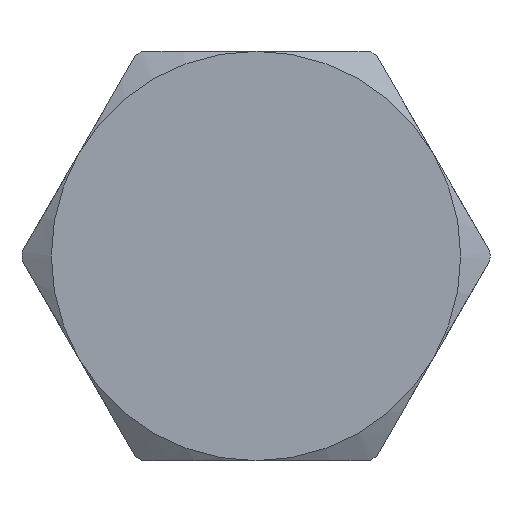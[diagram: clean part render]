
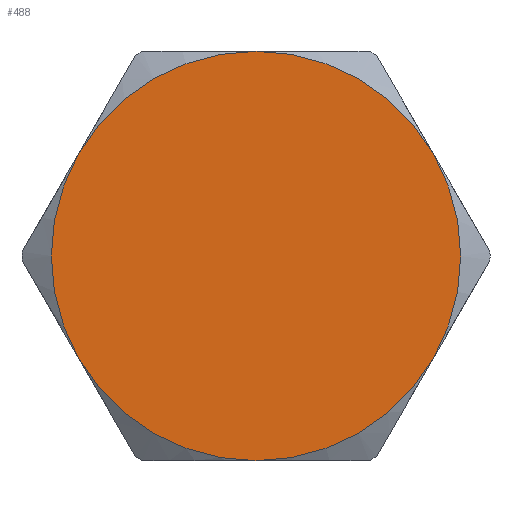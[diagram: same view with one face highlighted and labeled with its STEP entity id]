
A CAD part, left-side view. The second image highlights one B-rep face of the part: STEP entity #488.
In plain terms, the highlighted planar face has unit normal (-1, 0, 0).
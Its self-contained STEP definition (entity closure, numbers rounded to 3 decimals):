
#85=PLANE('',#557);
#130=FACE_OUTER_BOUND('',#167,.T.);
#167=EDGE_LOOP('',(#439,#440,#441,#442,#443,#444));
#188=CIRCLE('',#536,9.5);
#189=CIRCLE('',#538,9.5);
#192=CIRCLE('',#542,9.5);
#193=CIRCLE('',#544,9.5);
#196=CIRCLE('',#548,9.5);
#197=CIRCLE('',#555,9.5);
#226=VERTEX_POINT('',#2557);
#229=VERTEX_POINT('',#2569);
#232=VERTEX_POINT('',#2581);
#235=VERTEX_POINT('',#2593);
#238=VERTEX_POINT('',#2605);
#241=VERTEX_POINT('',#2617);
#301=EDGE_CURVE('',#241,#232,#188,.T.);
#302=EDGE_CURVE('',#232,#235,#189,.T.);
#305=EDGE_CURVE('',#235,#229,#192,.T.);
#306=EDGE_CURVE('',#229,#238,#193,.T.);
#309=EDGE_CURVE('',#238,#226,#196,.T.);
#310=EDGE_CURVE('',#226,#241,#197,.T.);
#439=ORIENTED_EDGE('',*,*,#306,.F.);
#440=ORIENTED_EDGE('',*,*,#305,.F.);
#441=ORIENTED_EDGE('',*,*,#302,.F.);
#442=ORIENTED_EDGE('',*,*,#301,.F.);
#443=ORIENTED_EDGE('',*,*,#310,.F.);
#444=ORIENTED_EDGE('',*,*,#309,.F.);
#488=ADVANCED_FACE('',(#130),#85,.T.);
#536=AXIS2_PLACEMENT_3D('',#2629,#654,#655);
#538=AXIS2_PLACEMENT_3D('',#2631,#658,#659);
#542=AXIS2_PLACEMENT_3D('',#2635,#666,#667);
#544=AXIS2_PLACEMENT_3D('',#2637,#670,#671);
#548=AXIS2_PLACEMENT_3D('',#2641,#678,#679);
#555=AXIS2_PLACEMENT_3D('',#2648,#692,#693);
#557=AXIS2_PLACEMENT_3D('',#2650,#696,#697);
#654=DIRECTION('center_axis',(1.,0.,0.));
#655=DIRECTION('ref_axis',(0.,-1.,0.));
#658=DIRECTION('center_axis',(1.,0.,0.));
#659=DIRECTION('ref_axis',(0.,-1.,0.));
#666=DIRECTION('center_axis',(1.,0.,0.));
#667=DIRECTION('ref_axis',(0.,-1.,0.));
#670=DIRECTION('center_axis',(1.,0.,0.));
#671=DIRECTION('ref_axis',(0.,-1.,0.));
#678=DIRECTION('center_axis',(1.,0.,0.));
#679=DIRECTION('ref_axis',(0.,-1.,0.));
#692=DIRECTION('center_axis',(1.,0.,0.));
#693=DIRECTION('ref_axis',(0.,-1.,0.));
#696=DIRECTION('center_axis',(-1.,0.,0.));
#697=DIRECTION('ref_axis',(0.,0.,1.));
#2557=CARTESIAN_POINT('',(-19.11,0.,9.5));
#2569=CARTESIAN_POINT('',(-19.11,8.227,-4.75));
#2581=CARTESIAN_POINT('',(-19.11,-8.227,-4.75));
#2593=CARTESIAN_POINT('',(-19.11,0.,-9.5));
#2605=CARTESIAN_POINT('',(-19.11,8.227,4.75));
#2617=CARTESIAN_POINT('',(-19.11,-8.227,4.75));
#2629=CARTESIAN_POINT('Origin',(-19.11,0.,0.));
#2631=CARTESIAN_POINT('Origin',(-19.11,0.,0.));
#2635=CARTESIAN_POINT('Origin',(-19.11,0.,0.));
#2637=CARTESIAN_POINT('Origin',(-19.11,0.,0.));
#2641=CARTESIAN_POINT('Origin',(-19.11,0.,0.));
#2648=CARTESIAN_POINT('Origin',(-19.11,0.,0.));
#2650=CARTESIAN_POINT('Origin',(-19.11,10.86,0.));
